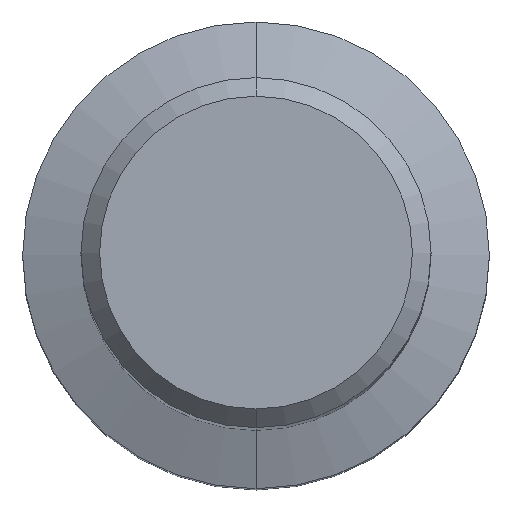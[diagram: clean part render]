
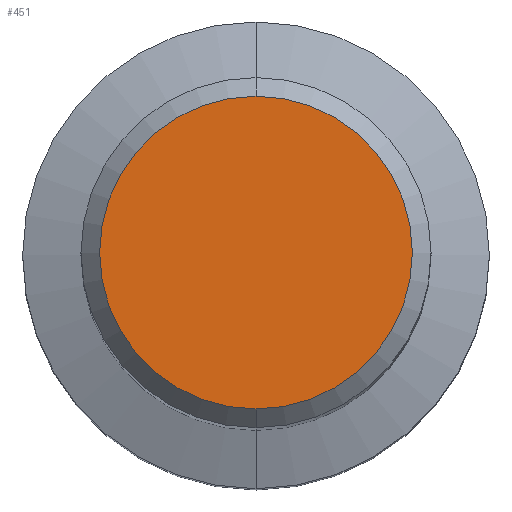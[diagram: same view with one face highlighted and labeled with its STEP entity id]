
A CAD part, top view. The second image highlights one B-rep face of the part: STEP entity #451.
In plain terms, the highlighted planar face has unit normal (0, 0, 1).
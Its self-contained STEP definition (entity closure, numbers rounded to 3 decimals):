
#309=VERTEX_POINT('',#677);
#321=EDGE_CURVE('',#309,#445,#689,.T.);
#445=VERTEX_POINT('',#826);
#451=ADVANCED_FACE('',(#833),#834,.T.);
#457=EDGE_CURVE('',#445,#309,#842,.T.);
#677=CARTESIAN_POINT('',(0.,-6.7,0.0));
#689=CIRCLE('',#1193,6.7);
#826=CARTESIAN_POINT('',(0.0,6.7,0.0));
#833=FACE_OUTER_BOUND('',#1445,.T.);
#834=PLANE('',#1446);
#842=CIRCLE('',#1465,6.7);
#1193=AXIS2_PLACEMENT_3D('',#1874,#1875,#1876);
#1445=EDGE_LOOP('',(#2045,#2046));
#1446=AXIS2_PLACEMENT_3D('',#2047,#2048,#2049);
#1465=AXIS2_PLACEMENT_3D('',#2058,#2059,#2060);
#1874=CARTESIAN_POINT('',(0.0,0.0,0.0));
#1875=DIRECTION('',(0.0,0.0,-1.0));
#1876=DIRECTION('',(0.0,1.0,0.0));
#2045=ORIENTED_EDGE('',*,*,#457,.F.);
#2046=ORIENTED_EDGE('',*,*,#321,.F.);
#2047=CARTESIAN_POINT('',(0.0,3.35,0.0));
#2048=DIRECTION('',(-0.0,0.0,1.0));
#2049=DIRECTION('',(0.0,-1.0,0.0));
#2058=CARTESIAN_POINT('',(0.0,0.0,0.0));
#2059=DIRECTION('',(0.0,0.0,-1.0));
#2060=DIRECTION('',(0.0,1.0,0.0));
